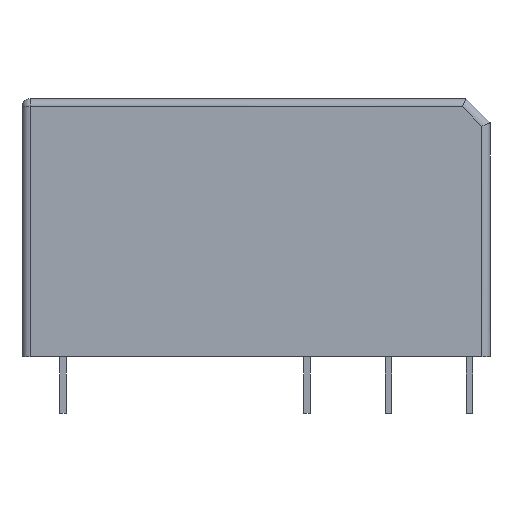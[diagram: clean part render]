
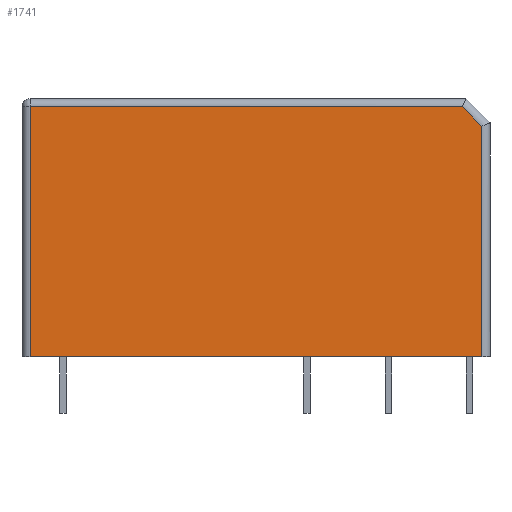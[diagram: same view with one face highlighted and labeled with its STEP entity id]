
A CAD part, front view. The second image highlights one B-rep face of the part: STEP entity #1741.
In plain terms, the highlighted planar face has unit normal (0, -1, 0).
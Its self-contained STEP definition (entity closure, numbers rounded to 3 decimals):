
#44 = PLANE('',#45);
#45 = AXIS2_PLACEMENT_3D('',#46,#47,#48);
#46 = CARTESIAN_POINT('',(0.,0.,0.));
#47 = DIRECTION('',(-0.,-0.,-1.));
#48 = DIRECTION('',(-1.,0.,0.));
#223 = VERTEX_POINT('',#224);
#224 = CARTESIAN_POINT('',(14.,-6.35,0.));
#239 = CYLINDRICAL_SURFACE('',#240,0.5);
#240 = AXIS2_PLACEMENT_3D('',#241,#242,#243);
#241 = CARTESIAN_POINT('',(14.,-5.85,0.));
#242 = DIRECTION('',(0.,0.,1.));
#243 = DIRECTION('',(1.,0.,0.));
#251 = EDGE_CURVE('',#223,#252,#254,.T.);
#252 = VERTEX_POINT('',#253);
#253 = CARTESIAN_POINT('',(-14.,-6.35,0.));
#254 = SURFACE_CURVE('',#255,(#259,#266),.PCURVE_S1.);
#255 = LINE('',#256,#257);
#256 = CARTESIAN_POINT('',(14.5,-6.35,0.));
#257 = VECTOR('',#258,1.);
#258 = DIRECTION('',(-1.,0.,0.));
#259 = PCURVE('',#44,#260);
#260 = DEFINITIONAL_REPRESENTATION('',(#261),#265);
#261 = LINE('',#262,#263);
#262 = CARTESIAN_POINT('',(-14.5,-6.35));
#263 = VECTOR('',#264,1.);
#264 = DIRECTION('',(1.,0.));
#265 = ( GEOMETRIC_REPRESENTATION_CONTEXT(2) 
PARAMETRIC_REPRESENTATION_CONTEXT() REPRESENTATION_CONTEXT('2D SPACE',''
  ) );
#266 = PCURVE('',#267,#272);
#267 = PLANE('',#268);
#268 = AXIS2_PLACEMENT_3D('',#269,#270,#271);
#269 = CARTESIAN_POINT('',(14.5,-6.35,0.));
#270 = DIRECTION('',(0.,-1.,0.));
#271 = DIRECTION('',(-1.,0.,0.));
#272 = DEFINITIONAL_REPRESENTATION('',(#273),#277);
#273 = LINE('',#274,#275);
#274 = CARTESIAN_POINT('',(0.,-0.));
#275 = VECTOR('',#276,1.);
#276 = DIRECTION('',(1.,0.));
#277 = ( GEOMETRIC_REPRESENTATION_CONTEXT(2) 
PARAMETRIC_REPRESENTATION_CONTEXT() REPRESENTATION_CONTEXT('2D SPACE',''
  ) );
#300 = CYLINDRICAL_SURFACE('',#301,0.5);
#301 = AXIS2_PLACEMENT_3D('',#302,#303,#304);
#302 = CARTESIAN_POINT('',(-14.,-5.85,0.));
#303 = DIRECTION('',(0.,0.,1.));
#304 = DIRECTION('',(-1.,0.,0.));
#1624 = EDGE_CURVE('',#252,#1625,#1627,.T.);
#1625 = VERTEX_POINT('',#1626);
#1626 = CARTESIAN_POINT('',(-14.,-6.35,15.5));
#1627 = SURFACE_CURVE('',#1628,(#1632,#1639),.PCURVE_S1.);
#1628 = LINE('',#1629,#1630);
#1629 = CARTESIAN_POINT('',(-14.,-6.35,0.));
#1630 = VECTOR('',#1631,1.);
#1631 = DIRECTION('',(0.,0.,1.));
#1632 = PCURVE('',#300,#1633);
#1633 = DEFINITIONAL_REPRESENTATION('',(#1634),#1638);
#1634 = LINE('',#1635,#1636);
#1635 = CARTESIAN_POINT('',(1.571,0.));
#1636 = VECTOR('',#1637,1.);
#1637 = DIRECTION('',(0.,1.));
#1638 = ( GEOMETRIC_REPRESENTATION_CONTEXT(2) 
PARAMETRIC_REPRESENTATION_CONTEXT() REPRESENTATION_CONTEXT('2D SPACE',''
  ) );
#1639 = PCURVE('',#267,#1640);
#1640 = DEFINITIONAL_REPRESENTATION('',(#1641),#1645);
#1641 = LINE('',#1642,#1643);
#1642 = CARTESIAN_POINT('',(28.5,0.));
#1643 = VECTOR('',#1644,1.);
#1644 = DIRECTION('',(0.,-1.));
#1645 = ( GEOMETRIC_REPRESENTATION_CONTEXT(2) 
PARAMETRIC_REPRESENTATION_CONTEXT() REPRESENTATION_CONTEXT('2D SPACE',''
  ) );
#1679 = EDGE_CURVE('',#223,#1680,#1682,.T.);
#1680 = VERTEX_POINT('',#1681);
#1681 = CARTESIAN_POINT('',(14.,-6.35,14.293));
#1682 = SURFACE_CURVE('',#1683,(#1687,#1694),.PCURVE_S1.);
#1683 = LINE('',#1684,#1685);
#1684 = CARTESIAN_POINT('',(14.,-6.35,0.));
#1685 = VECTOR('',#1686,1.);
#1686 = DIRECTION('',(0.,0.,1.));
#1687 = PCURVE('',#239,#1688);
#1688 = DEFINITIONAL_REPRESENTATION('',(#1689),#1693);
#1689 = LINE('',#1690,#1691);
#1690 = CARTESIAN_POINT('',(-1.571,0.));
#1691 = VECTOR('',#1692,1.);
#1692 = DIRECTION('',(-0.,1.));
#1693 = ( GEOMETRIC_REPRESENTATION_CONTEXT(2) 
PARAMETRIC_REPRESENTATION_CONTEXT() REPRESENTATION_CONTEXT('2D SPACE',''
  ) );
#1694 = PCURVE('',#267,#1695);
#1695 = DEFINITIONAL_REPRESENTATION('',(#1696),#1700);
#1696 = LINE('',#1697,#1698);
#1697 = CARTESIAN_POINT('',(0.5,0.));
#1698 = VECTOR('',#1699,1.);
#1699 = DIRECTION('',(0.,-1.));
#1700 = ( GEOMETRIC_REPRESENTATION_CONTEXT(2) 
PARAMETRIC_REPRESENTATION_CONTEXT() REPRESENTATION_CONTEXT('2D SPACE',''
  ) );
#1723 = CYLINDRICAL_SURFACE('',#1724,0.5);
#1724 = AXIS2_PLACEMENT_3D('',#1725,#1726,#1727);
#1725 = CARTESIAN_POINT('',(14.146,-5.85,14.146));
#1726 = DIRECTION('',(-0.707,0.,0.707));
#1727 = DIRECTION('',(0.707,0.,0.707));
#1741 = ADVANCED_FACE('',(#1742),#267,.T.);
#1742 = FACE_BOUND('',#1743,.T.);
#1743 = EDGE_LOOP('',(#1744,#1745,#1746,#1769,#1795));
#1744 = ORIENTED_EDGE('',*,*,#251,.F.);
#1745 = ORIENTED_EDGE('',*,*,#1679,.T.);
#1746 = ORIENTED_EDGE('',*,*,#1747,.T.);
#1747 = EDGE_CURVE('',#1680,#1748,#1750,.T.);
#1748 = VERTEX_POINT('',#1749);
#1749 = CARTESIAN_POINT('',(12.793,-6.35,15.5));
#1750 = SURFACE_CURVE('',#1751,(#1755,#1762),.PCURVE_S1.);
#1751 = LINE('',#1752,#1753);
#1752 = CARTESIAN_POINT('',(14.146,-6.35,14.146));
#1753 = VECTOR('',#1754,1.);
#1754 = DIRECTION('',(-0.707,0.,0.707));
#1755 = PCURVE('',#267,#1756);
#1756 = DEFINITIONAL_REPRESENTATION('',(#1757),#1761);
#1757 = LINE('',#1758,#1759);
#1758 = CARTESIAN_POINT('',(0.354,-14.146));
#1759 = VECTOR('',#1760,1.);
#1760 = DIRECTION('',(0.707,-0.707));
#1761 = ( GEOMETRIC_REPRESENTATION_CONTEXT(2) 
PARAMETRIC_REPRESENTATION_CONTEXT() REPRESENTATION_CONTEXT('2D SPACE',''
  ) );
#1762 = PCURVE('',#1723,#1763);
#1763 = DEFINITIONAL_REPRESENTATION('',(#1764),#1768);
#1764 = LINE('',#1765,#1766);
#1765 = CARTESIAN_POINT('',(-1.571,0.));
#1766 = VECTOR('',#1767,1.);
#1767 = DIRECTION('',(-0.,1.));
#1768 = ( GEOMETRIC_REPRESENTATION_CONTEXT(2) 
PARAMETRIC_REPRESENTATION_CONTEXT() REPRESENTATION_CONTEXT('2D SPACE',''
  ) );
#1769 = ORIENTED_EDGE('',*,*,#1770,.T.);
#1770 = EDGE_CURVE('',#1748,#1625,#1771,.T.);
#1771 = SURFACE_CURVE('',#1772,(#1776,#1783),.PCURVE_S1.);
#1772 = LINE('',#1773,#1774);
#1773 = CARTESIAN_POINT('',(13.,-6.35,15.5));
#1774 = VECTOR('',#1775,1.);
#1775 = DIRECTION('',(-1.,0.,0.));
#1776 = PCURVE('',#267,#1777);
#1777 = DEFINITIONAL_REPRESENTATION('',(#1778),#1782);
#1778 = LINE('',#1779,#1780);
#1779 = CARTESIAN_POINT('',(1.5,-15.5));
#1780 = VECTOR('',#1781,1.);
#1781 = DIRECTION('',(1.,0.));
#1782 = ( GEOMETRIC_REPRESENTATION_CONTEXT(2) 
PARAMETRIC_REPRESENTATION_CONTEXT() REPRESENTATION_CONTEXT('2D SPACE',''
  ) );
#1783 = PCURVE('',#1784,#1789);
#1784 = CYLINDRICAL_SURFACE('',#1785,0.5);
#1785 = AXIS2_PLACEMENT_3D('',#1786,#1787,#1788);
#1786 = CARTESIAN_POINT('',(13.,-5.85,15.5));
#1787 = DIRECTION('',(-1.,0.,0.));
#1788 = DIRECTION('',(0.,0.,1.));
#1789 = DEFINITIONAL_REPRESENTATION('',(#1790),#1794);
#1790 = LINE('',#1791,#1792);
#1791 = CARTESIAN_POINT('',(-1.571,0.));
#1792 = VECTOR('',#1793,1.);
#1793 = DIRECTION('',(-0.,1.));
#1794 = ( GEOMETRIC_REPRESENTATION_CONTEXT(2) 
PARAMETRIC_REPRESENTATION_CONTEXT() REPRESENTATION_CONTEXT('2D SPACE',''
  ) );
#1795 = ORIENTED_EDGE('',*,*,#1624,.F.);
